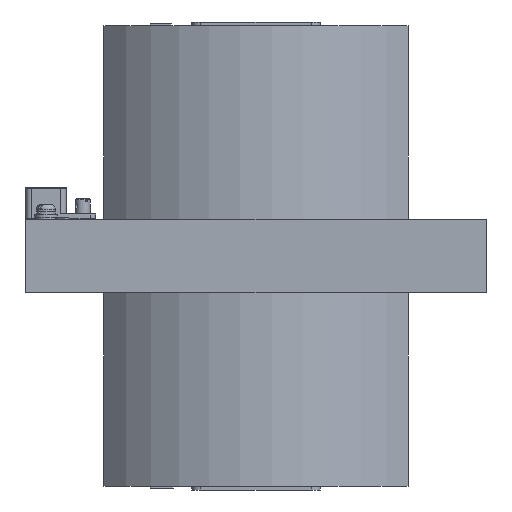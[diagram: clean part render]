
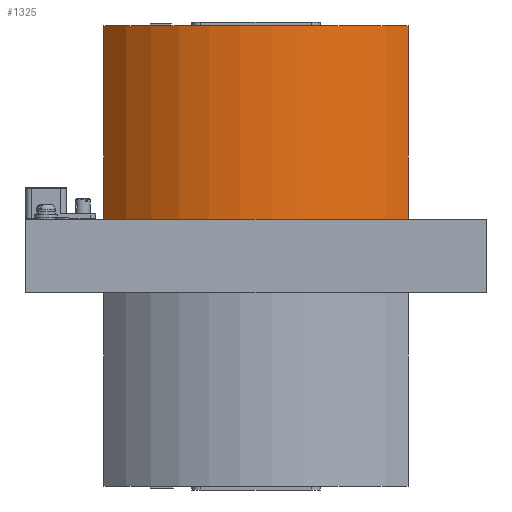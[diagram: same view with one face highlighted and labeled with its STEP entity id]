
A CAD part, front view. The second image highlights one B-rep face of the part: STEP entity #1325.
In plain terms, the highlighted cylindrical face has radius 107 mm (diameter 214 mm), a partial arc.
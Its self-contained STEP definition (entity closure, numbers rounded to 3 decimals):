
#1325=ADVANCED_FACE('',(#11769),#11771,.T.);
#11769=FACE_BOUND('',#11770,.T.);
#11770=EDGE_LOOP('',(#20710,#20711,#20712,#20713));
#11771=CYLINDRICAL_SURFACE('',#11772,107.);
#11772=AXIS2_PLACEMENT_3D('',#11773,#11774,#11775);
#11773=CARTESIAN_POINT('',(0.,0.,20.));
#11774=DIRECTION('',(0.,0.,1.));
#11775=DIRECTION('',(-0.771,-0.637,0.));
#20710=ORIENTED_EDGE('',*,*,#26148,.T.);
#20711=ORIENTED_EDGE('',*,*,#26770,.T.);
#20712=ORIENTED_EDGE('',*,*,#26771,.F.);
#20713=ORIENTED_EDGE('',*,*,#26772,.F.);
#26148=EDGE_CURVE('',#29314,#29312,#29315,.T.);
#26770=EDGE_CURVE('',#29312,#30550,#30552,.T.);
#26771=EDGE_CURVE('',#30553,#30550,#30554,.T.);
#26772=EDGE_CURVE('',#29314,#30553,#30555,.T.);
#29312=VERTEX_POINT('',#34707);
#29314=VERTEX_POINT('',#34711);
#29315=CIRCLE('',#34712,107.);
#30550=VERTEX_POINT('',#37695);
#30552=LINE('',#37699,#37700);
#30553=VERTEX_POINT('',#37702);
#30554=CIRCLE('',#37703,107.);
#30555=LINE('',#37707,#37708);
#34707=CARTESIAN_POINT('',(82.5,-68.138,20.));
#34711=CARTESIAN_POINT('',(-82.5,-68.138,20.));
#34712=AXIS2_PLACEMENT_3D('',#34713,#34714,#34715);
#34713=CARTESIAN_POINT('',(0.,0.,20.));
#34714=DIRECTION('',(-0.,0.,1.));
#34715=DIRECTION('',(-0.771,-0.637,0.));
#37695=CARTESIAN_POINT('',(82.5,-68.138,125.));
#37699=CARTESIAN_POINT('',(82.5,-68.138,20.));
#37700=VECTOR('',#37701,1.);
#37701=DIRECTION('',(0.,0.,1.));
#37702=CARTESIAN_POINT('',(-82.5,-68.138,125.));
#37703=AXIS2_PLACEMENT_3D('',#37704,#37705,#37706);
#37704=CARTESIAN_POINT('',(0.,0.,125.));
#37705=DIRECTION('',(0.,0.,1.));
#37706=DIRECTION('',(-0.771,-0.637,0.));
#37707=CARTESIAN_POINT('',(-82.5,-68.138,20.));
#37708=VECTOR('',#37709,1.);
#37709=DIRECTION('',(0.,0.,1.));
